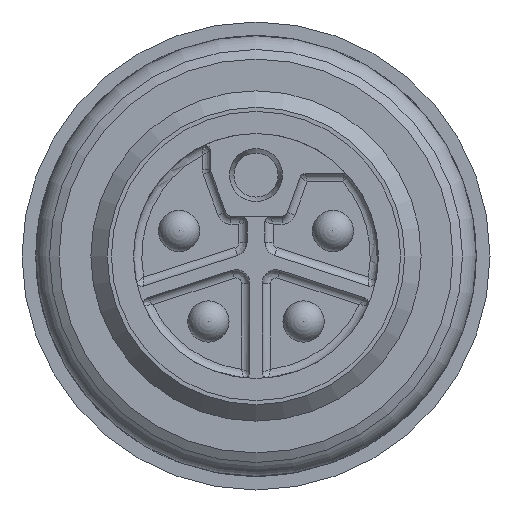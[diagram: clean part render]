
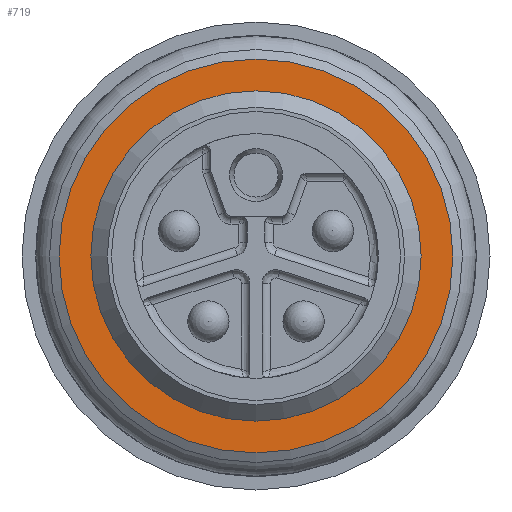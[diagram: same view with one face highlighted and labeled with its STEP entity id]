
A CAD part, left-side view. The second image highlights one B-rep face of the part: STEP entity #719.
In plain terms, the highlighted planar face has unit normal (-1, 0, 0).
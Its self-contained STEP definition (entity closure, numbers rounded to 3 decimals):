
#244=FACE_BOUND('',#1228,.T.);
#245=FACE_BOUND('',#1229,.T.);
#495=CIRCLE('',#3662,7.154);
#497=CIRCLE('',#3665,6.);
#719=ADVANCED_FACE('',(#244,#245),#865,.F.);
#865=PLANE('',#3666);
#1228=EDGE_LOOP('',(#1848));
#1229=EDGE_LOOP('',(#1849));
#1848=ORIENTED_EDGE('',*,*,#2885,.F.);
#1849=ORIENTED_EDGE('',*,*,#2883,.T.);
#2488=VERTEX_POINT('',#7673);
#2490=VERTEX_POINT('',#7678);
#2883=EDGE_CURVE('',#2488,#2488,#495,.T.);
#2885=EDGE_CURVE('',#2490,#2490,#497,.T.);
#3662=AXIS2_PLACEMENT_3D('',#7672,#4376,#4377);
#3665=AXIS2_PLACEMENT_3D('',#7677,#4382,#4383);
#3666=AXIS2_PLACEMENT_3D('',#7679,#4384,#4385);
#4376=DIRECTION('',(-1.,0.,0.));
#4377=DIRECTION('',(0.,0.,-1.));
#4382=DIRECTION('',(-1.,0.,0.));
#4383=DIRECTION('',(0.,0.,-1.));
#4384=DIRECTION('',(1.,0.,0.));
#4385=DIRECTION('',(0.,0.,1.));
#7672=CARTESIAN_POINT('',(42.5,50.,0.));
#7673=CARTESIAN_POINT('',(42.5,50.,-7.154));
#7677=CARTESIAN_POINT('',(42.5,50.,0.));
#7678=CARTESIAN_POINT('',(42.5,50.,-6.));
#7679=CARTESIAN_POINT('',(42.5,42.846,0.));
